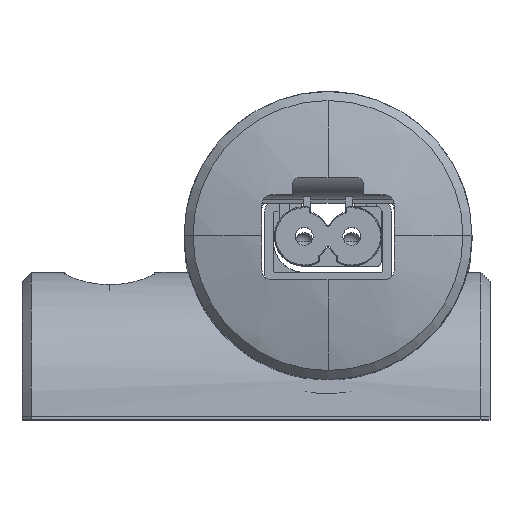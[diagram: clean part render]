
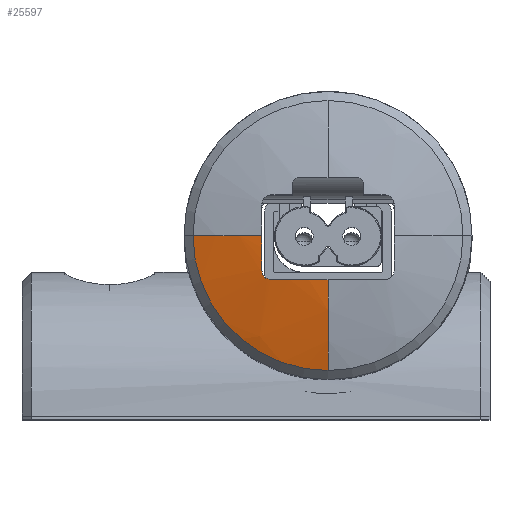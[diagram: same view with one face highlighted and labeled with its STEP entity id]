
A CAD part, top view. The second image highlights one B-rep face of the part: STEP entity #25597.
In plain terms, the highlighted spherical face has radius 50 mm.
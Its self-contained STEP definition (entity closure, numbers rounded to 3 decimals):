
#517 = CIRCLE ( 'NONE', #6792, 49.457 ) ;
#539 = CIRCLE ( 'NONE', #6798, 49.759 ) ;
#552 = CIRCLE ( 'NONE', #6810, 15. ) ;
#559 = CIRCLE ( 'NONE', #6811, 50. ) ;
#1789 = EDGE_LOOP ( 'NONE', ( #2077, #2076, #2075, #2074, #2073, #2072 ) ) ;
#2072 = ORIENTED_EDGE ( 'NONE', *, *, #25226, .T. ) ;
#2073 = ORIENTED_EDGE ( 'NONE', *, *, #25231, .F. ) ;
#2074 = ORIENTED_EDGE ( 'NONE', *, *, #25213, .T. ) ;
#2075 = ORIENTED_EDGE ( 'NONE', *, *, #25229, .T. ) ;
#2076 = ORIENTED_EDGE ( 'NONE', *, *, #25222, .T. ) ;
#2077 = ORIENTED_EDGE ( 'NONE', *, *, #25049, .F. ) ;
#2843 = VERTEX_POINT ( 'NONE', #11062 ) ;
#2937 = VERTEX_POINT ( 'NONE', #11102 ) ;
#2944 = VERTEX_POINT ( 'NONE', #11104 ) ;
#3138 = VERTEX_POINT ( 'NONE', #11170 ) ;
#3283 = VERTEX_POINT ( 'NONE', #11248 ) ;
#3289 = VERTEX_POINT ( 'NONE', #11251 ) ;
#4228 = CARTESIAN_POINT ( 'NONE',  ( -7.35, 0., 125.803 ) ) ;
#4232 = DIRECTION ( 'NONE',  ( -1., 0., 0. ) ) ;
#4234 = DIRECTION ( 'NONE',  ( 0., 0., -1. ) ) ;
#4295 = CARTESIAN_POINT ( 'NONE',  ( 0., -4.9, 125.803 ) ) ;
#4323 = DIRECTION ( 'NONE',  ( 0., -1., 0. ) ) ;
#4324 = DIRECTION ( 'NONE',  ( -1., 0., 0. ) ) ;
#4386 = CARTESIAN_POINT ( 'NONE',  ( 0., 0., 173.5 ) ) ;
#4389 = DIRECTION ( 'NONE',  ( 0., 0., 1. ) ) ;
#4391 = DIRECTION ( 'NONE',  ( 1., 0., 0. ) ) ;
#4397 = CARTESIAN_POINT ( 'NONE',  ( -6.35, -4.9, 175.156 ) ) ;
#4401 = CARTESIAN_POINT ( 'NONE',  ( -6.481, -4.9, 175.139 ) ) ;
#4403 = CARTESIAN_POINT ( 'NONE',  ( -6.61, -4.874, 175.124 ) ) ;
#4405 = CARTESIAN_POINT ( 'NONE',  ( -6.852, -4.775, 175.101 ) ) ;
#4407 = CARTESIAN_POINT ( 'NONE',  ( -6.963, -4.701, 175.092 ) ) ;
#4408 = CARTESIAN_POINT ( 'NONE',  ( -7.148, -4.516, 175.083 ) ) ;
#4410 = CARTESIAN_POINT ( 'NONE',  ( -7.223, -4.404, 175.082 ) ) ;
#4412 = CARTESIAN_POINT ( 'NONE',  ( -7.323, -4.163, 175.088 ) ) ;
#4414 = CARTESIAN_POINT ( 'NONE',  ( -7.35, -4.032, 175.095 ) ) ;
#4416 = CARTESIAN_POINT ( 'NONE',  ( -7.35, -3.9, 175.106 ) ) ;
#4422 = CARTESIAN_POINT ( 'NONE',  ( 0., 0., 125.803 ) ) ;
#4426 = DIRECTION ( 'NONE',  ( 0., 1., 0. ) ) ;
#4427 = DIRECTION ( 'NONE',  ( 0., 0., -1. ) ) ;
#6680 = AXIS2_PLACEMENT_3D ( 'NONE', #20591, #20593, #20594 ) ;
#6792 = AXIS2_PLACEMENT_3D ( 'NONE', #4228, #4232, #4234 ) ;
#6798 = AXIS2_PLACEMENT_3D ( 'NONE', #4295, #4323, #4324 ) ;
#6810 = AXIS2_PLACEMENT_3D ( 'NONE', #4386, #4389, #4391 ) ;
#6811 = AXIS2_PLACEMENT_3D ( 'NONE', #4422, #4426, #4427 ) ;
#8964 = CIRCLE ( 'NONE', #6680, 50. ) ;
#11062 = CARTESIAN_POINT ( 'NONE',  ( -6.35, -4.9, 175.156 ) ) ;
#11102 = CARTESIAN_POINT ( 'NONE',  ( -7.35, 0., 175.26 ) ) ;
#11104 = CARTESIAN_POINT ( 'NONE',  ( -15., 0., 173.5 ) ) ;
#11170 = CARTESIAN_POINT ( 'NONE',  ( -7.35, -3.9, 175.106 ) ) ;
#11248 = CARTESIAN_POINT ( 'NONE',  ( 0., -4.9, 175.562 ) ) ;
#11251 = CARTESIAN_POINT ( 'NONE',  ( 0., -15., 173.5 ) ) ;
#18253 = AXIS2_PLACEMENT_3D ( 'NONE', #18725, #18687, #18735 ) ;
#18687 = DIRECTION ( 'NONE',  ( 1., 0., 0. ) ) ;
#18725 = CARTESIAN_POINT ( 'NONE',  ( 0., 0., 125.803 ) ) ;
#18735 = DIRECTION ( 'NONE',  ( 0., 1., 0. ) ) ;
#19246 = FACE_OUTER_BOUND ( 'NONE', #1789, .T. ) ;
#19260 = SPHERICAL_SURFACE ( 'NONE', #18253, 50. ) ;
#20591 = CARTESIAN_POINT ( 'NONE',  ( 0., 0., 125.803 ) ) ;
#20593 = DIRECTION ( 'NONE',  ( 1., 0., 0. ) ) ;
#20594 = DIRECTION ( 'NONE',  ( 0., 1., 0. ) ) ;
#25049 = EDGE_CURVE ( 'NONE', #3283, #3289, #8964, .T. ) ;
#25213 = EDGE_CURVE ( 'NONE', #3138, #2937, #517, .T. ) ;
#25222 = EDGE_CURVE ( 'NONE', #3283, #2843, #539, .T. ) ;
#25226 = EDGE_CURVE ( 'NONE', #2944, #3289, #552, .T. ) ;
#25229 = EDGE_CURVE ( 'NONE', #2843, #3138, #26546, .T. ) ;
#25231 = EDGE_CURVE ( 'NONE', #2944, #2937, #559, .T. ) ;
#25597 = ADVANCED_FACE ( 'NONE', ( #19246 ), #19260, .T. ) ;
#26546 = B_SPLINE_CURVE_WITH_KNOTS ( 'NONE', 3,
 ( #4397, #4401, #4403, #4405, #4407, #4408, #4410, #4412, #4414, #4416 ),
 .UNSPECIFIED., .F., .F.,
 ( 4, 2, 2, 2, 4 ),
 ( 0., 0., 0.001, 0.001, 0.002 ),
 .UNSPECIFIED. ) ;
